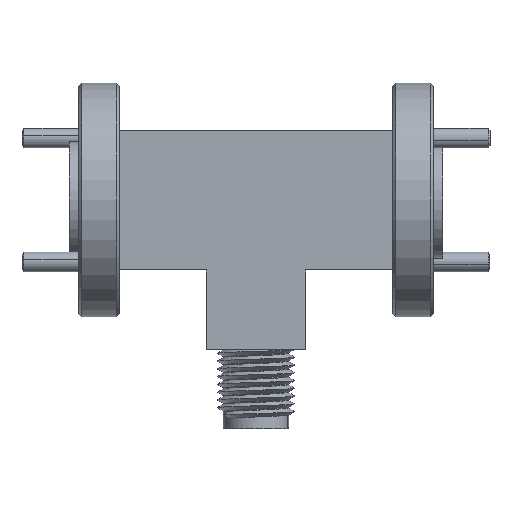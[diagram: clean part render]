
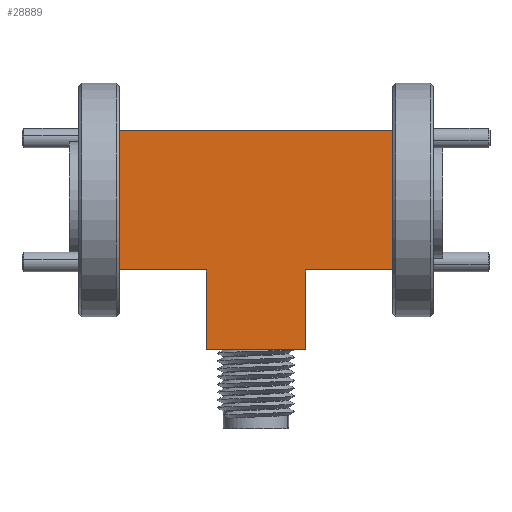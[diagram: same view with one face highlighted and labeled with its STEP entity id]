
A CAD part, front view. The second image highlights one B-rep face of the part: STEP entity #28889.
In plain terms, the highlighted planar face has unit normal (0, -1, 0).
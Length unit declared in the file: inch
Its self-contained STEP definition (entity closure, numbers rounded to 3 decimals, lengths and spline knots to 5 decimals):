
#490 = CARTESIAN_POINT ( 'NONE',  ( 0.76, -0.086, -0.517 ) ) ;
#634 = DIRECTION ( 'NONE',  ( -1., 0., 0. ) ) ;
#930 = DIRECTION ( 'NONE',  ( 1., 0., 0. ) ) ;
#949 = CARTESIAN_POINT ( 'NONE',  ( 0.16, -0.086, -0.262 ) ) ;
#1760 = VERTEX_POINT ( 'NONE', #490 ) ;
#2176 = CARTESIAN_POINT ( 'NONE',  ( 1.04, -0.086, 0.338 ) ) ;
#2195 = VECTOR ( 'NONE', #7673, 39.37008 ) ;
#2262 = CARTESIAN_POINT ( 'NONE',  ( 0.44, -0.086, -0.262 ) ) ;
#2340 = EDGE_CURVE ( 'NONE', #5172, #14417, #10923, .T. ) ;
#2517 = LINE ( 'NONE', #25813, #25230 ) ;
#3550 = VECTOR ( 'NONE', #930, 39.37008 ) ;
#3807 = ORIENTED_EDGE ( 'NONE', *, *, #19154, .T. ) ;
#4484 = CARTESIAN_POINT ( 'NONE',  ( 1.04, -0.086, -0.262 ) ) ;
#4523 = DIRECTION ( 'NONE',  ( -1., 0., 0. ) ) ;
#4807 = EDGE_LOOP ( 'NONE', ( #8404, #24421, #9404, #3807, #20403, #23522, #30370, #21691 ) ) ;
#5172 = VERTEX_POINT ( 'NONE', #35555 ) ;
#5274 = DIRECTION ( 'NONE',  ( -1., 0., 0. ) ) ;
#7080 = CARTESIAN_POINT ( 'NONE',  ( 0.16, -0.086, 0.338 ) ) ;
#7142 = CARTESIAN_POINT ( 'NONE',  ( 1.04, -0.086, 0.188 ) ) ;
#7340 = LINE ( 'NONE', #33380, #29644 ) ;
#7673 = DIRECTION ( 'NONE',  ( 0., 0., -1. ) ) ;
#8404 = ORIENTED_EDGE ( 'NONE', *, *, #32614, .F. ) ;
#9390 = EDGE_CURVE ( 'NONE', #10518, #12894, #2517, .T. ) ;
#9404 = ORIENTED_EDGE ( 'NONE', *, *, #2340, .F. ) ;
#10518 = VERTEX_POINT ( 'NONE', #21038 ) ;
#10923 = LINE ( 'NONE', #17631, #3550 ) ;
#11713 = CARTESIAN_POINT ( 'NONE',  ( 0.76, -0.086, -0.262 ) ) ;
#12620 = EDGE_CURVE ( 'NONE', #12894, #34868, #23739, .T. ) ;
#12894 = VERTEX_POINT ( 'NONE', #2262 ) ;
#14417 = VERTEX_POINT ( 'NONE', #7142 ) ;
#14948 = CARTESIAN_POINT ( 'NONE',  ( 0.76, -0.086, -0.517 ) ) ;
#16290 = EDGE_CURVE ( 'NONE', #1760, #24541, #31309, .T. ) ;
#17631 = CARTESIAN_POINT ( 'NONE',  ( 0.16, -0.086, 0.188 ) ) ;
#19154 = EDGE_CURVE ( 'NONE', #5172, #34868, #32435, .T. ) ;
#20077 = VERTEX_POINT ( 'NONE', #4484 ) ;
#20292 = DIRECTION ( 'NONE',  ( 0., 0., 1. ) ) ;
#20403 = ORIENTED_EDGE ( 'NONE', *, *, #12620, .F. ) ;
#21038 = CARTESIAN_POINT ( 'NONE',  ( 0.44, -0.086, -0.517 ) ) ;
#21691 = ORIENTED_EDGE ( 'NONE', *, *, #16290, .T. ) ;
#23522 = ORIENTED_EDGE ( 'NONE', *, *, #9390, .F. ) ;
#23679 = VECTOR ( 'NONE', #26827, 39.37008 ) ;
#23739 = LINE ( 'NONE', #949, #34268 ) ;
#23804 = PLANE ( 'NONE',  #31937 ) ;
#24176 = DIRECTION ( 'NONE',  ( 0., 1., 0. ) ) ;
#24279 = VECTOR ( 'NONE', #29138, 39.37008 ) ;
#24421 = ORIENTED_EDGE ( 'NONE', *, *, #35406, .F. ) ;
#24541 = VERTEX_POINT ( 'NONE', #11713 ) ;
#25230 = VECTOR ( 'NONE', #20292, 39.37008 ) ;
#25270 = LINE ( 'NONE', #32779, #35368 ) ;
#25813 = CARTESIAN_POINT ( 'NONE',  ( 0.44, -0.086, -0.517 ) ) ;
#26827 = DIRECTION ( 'NONE',  ( 0., 0., -1. ) ) ;
#28889 = ADVANCED_FACE ( 'NONE', ( #31695 ), #23804, .F. ) ;
#29138 = DIRECTION ( 'NONE',  ( 0., 0., 1. ) ) ;
#29644 = VECTOR ( 'NONE', #634, 39.37008 ) ;
#30370 = ORIENTED_EDGE ( 'NONE', *, *, #32357, .F. ) ;
#30901 = CARTESIAN_POINT ( 'NONE',  ( 0.16, -0.086, -0.262 ) ) ;
#31309 = LINE ( 'NONE', #14948, #24279 ) ;
#31362 = DIRECTION ( 'NONE',  ( -1., 0., 0. ) ) ;
#31695 = FACE_OUTER_BOUND ( 'NONE', #4807, .T. ) ;
#31918 = LINE ( 'NONE', #2176, #2195 ) ;
#31937 = AXIS2_PLACEMENT_3D ( 'NONE', #7080, #24176, #4523 ) ;
#32345 = CARTESIAN_POINT ( 'NONE',  ( 0.16, -0.086, 0.338 ) ) ;
#32357 = EDGE_CURVE ( 'NONE', #1760, #10518, #25270, .T. ) ;
#32435 = LINE ( 'NONE', #32345, #23679 ) ;
#32614 = EDGE_CURVE ( 'NONE', #20077, #24541, #7340, .T. ) ;
#32779 = CARTESIAN_POINT ( 'NONE',  ( 0.44, -0.086, -0.517 ) ) ;
#33380 = CARTESIAN_POINT ( 'NONE',  ( 0.16, -0.086, -0.262 ) ) ;
#34268 = VECTOR ( 'NONE', #31362, 39.37008 ) ;
#34868 = VERTEX_POINT ( 'NONE', #30901 ) ;
#35368 = VECTOR ( 'NONE', #5274, 39.37008 ) ;
#35406 = EDGE_CURVE ( 'NONE', #14417, #20077, #31918, .T. ) ;
#35555 = CARTESIAN_POINT ( 'NONE',  ( 0.16, -0.086, 0.188 ) ) ;
